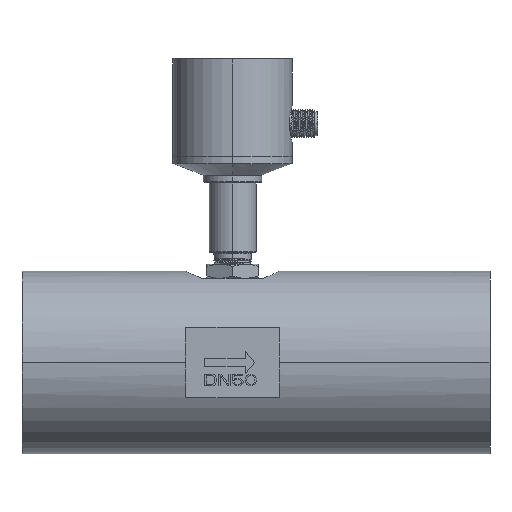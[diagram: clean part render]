
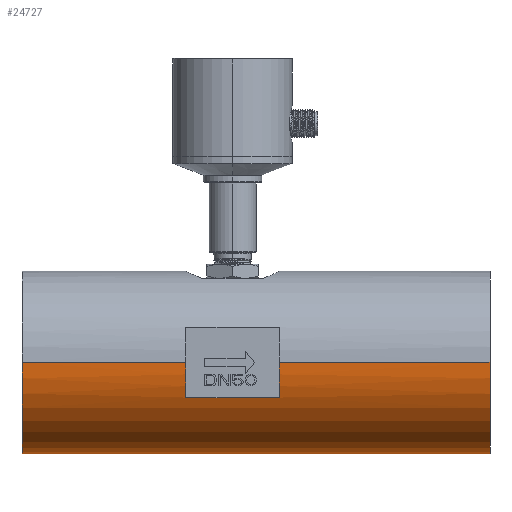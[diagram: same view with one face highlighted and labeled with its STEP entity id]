
A CAD part, left-side view. The second image highlights one B-rep face of the part: STEP entity #24727.
In plain terms, the highlighted cylindrical face has radius 39 mm (diameter 78 mm), a partial arc.
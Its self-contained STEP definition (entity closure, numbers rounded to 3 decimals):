
#15 = CARTESIAN_POINT ( 'NONE',  ( 110., -39., 0. ) ) ;
#353 = CARTESIAN_POINT ( 'NONE',  ( 110., -36., 15. ) ) ;
#989 = ORIENTED_EDGE ( 'NONE', *, *, #10483, .T. ) ;
#1597 = VECTOR ( 'NONE', #36389, 1000. ) ;
#1960 = VERTEX_POINT ( 'NONE', #35280 ) ;
#1994 = CARTESIAN_POINT ( 'NONE',  ( 0., 39., 0. ) ) ;
#2110 = DIRECTION ( 'NONE',  ( 1., 0., 0. ) ) ;
#3349 = CIRCLE ( 'NONE', #10919, 39. ) ;
#3603 = CIRCLE ( 'NONE', #19831, 39. ) ;
#3904 = AXIS2_PLACEMENT_3D ( 'NONE', #32312, #18316, #21676 ) ;
#4364 = CYLINDRICAL_SURFACE ( 'NONE', #41179, 39. ) ;
#5095 = LINE ( 'NONE', #42361, #12670 ) ;
#5236 = CARTESIAN_POINT ( 'NONE',  ( 70., 36., 15. ) ) ;
#5333 = VERTEX_POINT ( 'NONE', #34063 ) ;
#5840 = AXIS2_PLACEMENT_3D ( 'NONE', #17525, #44211, #20849 ) ;
#6040 = VERTEX_POINT ( 'NONE', #42341 ) ;
#6085 = EDGE_CURVE ( 'NONE', #25898, #12752, #38467, .T. ) ;
#6158 = CARTESIAN_POINT ( 'NONE',  ( 110., -36., 15. ) ) ;
#8025 = CARTESIAN_POINT ( 'NONE',  ( 0., 39., 0. ) ) ;
#8352 = AXIS2_PLACEMENT_3D ( 'NONE', #37247, #2110, #16042 ) ;
#8438 = CARTESIAN_POINT ( 'NONE',  ( 70., 39., 0. ) ) ;
#8965 = ORIENTED_EDGE ( 'NONE', *, *, #16626, .F. ) ;
#8996 = LINE ( 'NONE', #11642, #26358 ) ;
#9493 = DIRECTION ( 'NONE',  ( 0., 1., 0. ) ) ;
#10483 = EDGE_CURVE ( 'NONE', #22649, #21763, #20848, .T. ) ;
#10919 = AXIS2_PLACEMENT_3D ( 'NONE', #33169, #40105, #9493 ) ;
#11642 = CARTESIAN_POINT ( 'NONE',  ( 0., -39., 0. ) ) ;
#12535 = DIRECTION ( 'NONE',  ( -1., 0., 0. ) ) ;
#12670 = VECTOR ( 'NONE', #18219, 1000. ) ;
#12752 = VERTEX_POINT ( 'NONE', #8438 ) ;
#13279 = DIRECTION ( 'NONE',  ( 0., -1., 0. ) ) ;
#13967 = VERTEX_POINT ( 'NONE', #5236 ) ;
#14087 = DIRECTION ( 'NONE',  ( 1., 0., 0. ) ) ;
#15026 = ORIENTED_EDGE ( 'NONE', *, *, #22449, .T. ) ;
#15232 = EDGE_CURVE ( 'NONE', #6040, #42836, #22256, .T. ) ;
#15512 = ORIENTED_EDGE ( 'NONE', *, *, #22463, .T. ) ;
#16042 = DIRECTION ( 'NONE',  ( 0., -0.923, 0.385 ) ) ;
#16363 = CARTESIAN_POINT ( 'NONE',  ( 0., -39., 0. ) ) ;
#16606 = DIRECTION ( 'NONE',  ( 1., 0., 0. ) ) ;
#16626 = EDGE_CURVE ( 'NONE', #22649, #21055, #23209, .T. ) ;
#16814 = ORIENTED_EDGE ( 'NONE', *, *, #15232, .T. ) ;
#17301 = EDGE_CURVE ( 'NONE', #21763, #6040, #22078, .T. ) ;
#17525 = CARTESIAN_POINT ( 'NONE',  ( 70., 0., 0. ) ) ;
#17657 = CIRCLE ( 'NONE', #5840, 39. ) ;
#17808 = EDGE_CURVE ( 'NONE', #13967, #12752, #3603, .T. ) ;
#18219 = DIRECTION ( 'NONE',  ( 1., 0., 0. ) ) ;
#18316 = DIRECTION ( 'NONE',  ( -1., 0., 0. ) ) ;
#18436 = AXIS2_PLACEMENT_3D ( 'NONE', #30280, #33613, #36771 ) ;
#18822 = ORIENTED_EDGE ( 'NONE', *, *, #17808, .T. ) ;
#19831 = AXIS2_PLACEMENT_3D ( 'NONE', #29824, #12535, #22983 ) ;
#20170 = ORIENTED_EDGE ( 'NONE', *, *, #32287, .T. ) ;
#20848 = CIRCLE ( 'NONE', #8352, 39. ) ;
#20849 = DIRECTION ( 'NONE',  ( 0., -1., 0. ) ) ;
#20991 = VECTOR ( 'NONE', #14087, 1000. ) ;
#21055 = VERTEX_POINT ( 'NONE', #40098 ) ;
#21676 = DIRECTION ( 'NONE',  ( 0., -1., 0. ) ) ;
#21763 = VERTEX_POINT ( 'NONE', #32326 ) ;
#22078 = LINE ( 'NONE', #15, #20991 ) ;
#22256 = CIRCLE ( 'NONE', #3904, 39. ) ;
#22381 = DIRECTION ( 'NONE',  ( 1., 0., 0. ) ) ;
#22449 = EDGE_CURVE ( 'NONE', #25898, #30857, #28293, .T. ) ;
#22463 = EDGE_CURVE ( 'NONE', #5333, #1960, #3349, .T. ) ;
#22649 = VERTEX_POINT ( 'NONE', #6158 ) ;
#22983 = DIRECTION ( 'NONE',  ( 0., 0.923, 0.385 ) ) ;
#23209 = LINE ( 'NONE', #353, #25390 ) ;
#23494 = EDGE_CURVE ( 'NONE', #13967, #1960, #31520, .T. ) ;
#24471 = CARTESIAN_POINT ( 'NONE',  ( 70., -39., 0. ) ) ;
#24727 = ADVANCED_FACE ( 'NONE', ( #39058 ), #4364, .T. ) ;
#25390 = VECTOR ( 'NONE', #28084, 1000. ) ;
#25898 = VERTEX_POINT ( 'NONE', #8025 ) ;
#26358 = VECTOR ( 'NONE', #22381, 1000. ) ;
#26976 = EDGE_LOOP ( 'NONE', ( #8965, #989, #43001, #16814, #42999, #15512, #27754, #18822, #34503, #15026, #20170, #36710 ) ) ;
#27754 = ORIENTED_EDGE ( 'NONE', *, *, #23494, .F. ) ;
#28084 = DIRECTION ( 'NONE',  ( -1., 0., 0. ) ) ;
#28244 = VECTOR ( 'NONE', #16606, 1000. ) ;
#28293 = CIRCLE ( 'NONE', #18436, 39. ) ;
#29378 = CARTESIAN_POINT ( 'NONE',  ( -10., 0., 0. ) ) ;
#29824 = CARTESIAN_POINT ( 'NONE',  ( 70., 0., 0. ) ) ;
#30280 = CARTESIAN_POINT ( 'NONE',  ( 0., 0., 0. ) ) ;
#30857 = VERTEX_POINT ( 'NONE', #16363 ) ;
#31520 = LINE ( 'NONE', #34053, #28244 ) ;
#32287 = EDGE_CURVE ( 'NONE', #30857, #34477, #8996, .T. ) ;
#32312 = CARTESIAN_POINT ( 'NONE',  ( 200., 0., 0. ) ) ;
#32326 = CARTESIAN_POINT ( 'NONE',  ( 110., -39., 0. ) ) ;
#32448 = EDGE_CURVE ( 'NONE', #34477, #21055, #17657, .T. ) ;
#33169 = CARTESIAN_POINT ( 'NONE',  ( 110., 0., 0. ) ) ;
#33613 = DIRECTION ( 'NONE',  ( 1., 0., 0. ) ) ;
#34053 = CARTESIAN_POINT ( 'NONE',  ( 70., 36., 15. ) ) ;
#34063 = CARTESIAN_POINT ( 'NONE',  ( 110., 39., 0. ) ) ;
#34105 = CARTESIAN_POINT ( 'NONE',  ( 200., 39., 0. ) ) ;
#34477 = VERTEX_POINT ( 'NONE', #24471 ) ;
#34503 = ORIENTED_EDGE ( 'NONE', *, *, #6085, .F. ) ;
#34593 = EDGE_CURVE ( 'NONE', #5333, #42836, #5095, .T. ) ;
#35280 = CARTESIAN_POINT ( 'NONE',  ( 110., 36., 15. ) ) ;
#36184 = DIRECTION ( 'NONE',  ( 1., 0., 0. ) ) ;
#36389 = DIRECTION ( 'NONE',  ( 1., 0., 0. ) ) ;
#36710 = ORIENTED_EDGE ( 'NONE', *, *, #32448, .T. ) ;
#36771 = DIRECTION ( 'NONE',  ( 0., 1., 0. ) ) ;
#37247 = CARTESIAN_POINT ( 'NONE',  ( 110., 0., 0. ) ) ;
#38467 = LINE ( 'NONE', #1994, #1597 ) ;
#39058 = FACE_OUTER_BOUND ( 'NONE', #26976, .T. ) ;
#40098 = CARTESIAN_POINT ( 'NONE',  ( 70., -36., 15. ) ) ;
#40105 = DIRECTION ( 'NONE',  ( 1., 0., 0. ) ) ;
#41179 = AXIS2_PLACEMENT_3D ( 'NONE', #29378, #36184, #13279 ) ;
#42341 = CARTESIAN_POINT ( 'NONE',  ( 200., -39., 0. ) ) ;
#42361 = CARTESIAN_POINT ( 'NONE',  ( 110., 39., 0. ) ) ;
#42836 = VERTEX_POINT ( 'NONE', #34105 ) ;
#42999 = ORIENTED_EDGE ( 'NONE', *, *, #34593, .F. ) ;
#43001 = ORIENTED_EDGE ( 'NONE', *, *, #17301, .T. ) ;
#44211 = DIRECTION ( 'NONE',  ( -1., 0., 0. ) ) ;
